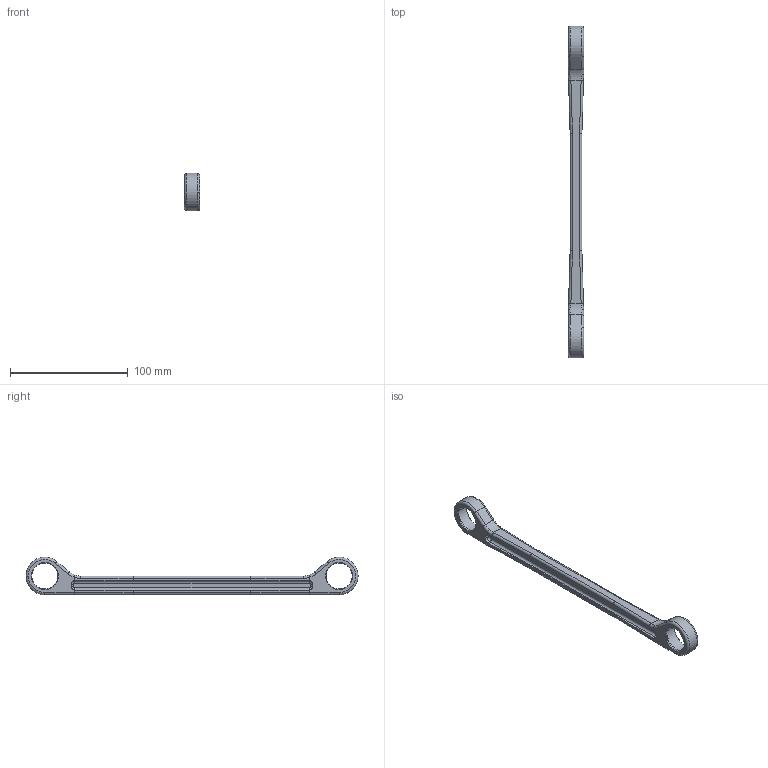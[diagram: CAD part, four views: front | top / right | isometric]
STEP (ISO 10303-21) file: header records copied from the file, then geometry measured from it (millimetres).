
FILE_DESCRIPTION (( 'STEP AP203' ), '1' );
FILE_NAME ('TA00-12-02-0010蟀裝.step', '2025-06-04T07:58:05', ( '' ), ( 'HP' ), 'SwSTEP 2.0', 'SolidWorks 2023', '' );
FILE_SCHEMA (( 'CONFIG_CONTROL_DESIGN' ));
Length unit declared in the file: millimetre
Products named in the file (1): TA00-12-02-0010连杆
Bounding box: 13 x 282 x 32 mm (x, y, z)
Volume: 36962.4 mm3; surface area: 19139.7 mm2
Topology: 1 solids, 1 shells, 118 faces, 286 edges, 172 vertices
Faces by surface type: cylinder 48, plane 32, torus 22, cone 12, bspline 4
Entity records: 3589 total; most frequent: CARTESIAN_POINT 777, DIRECTION 598, ORIENTED_EDGE 572, EDGE_CURVE 286, AXIS2_PLACEMENT_3D 233, VERTEX_POINT 172, VECTOR 132, LINE 132
